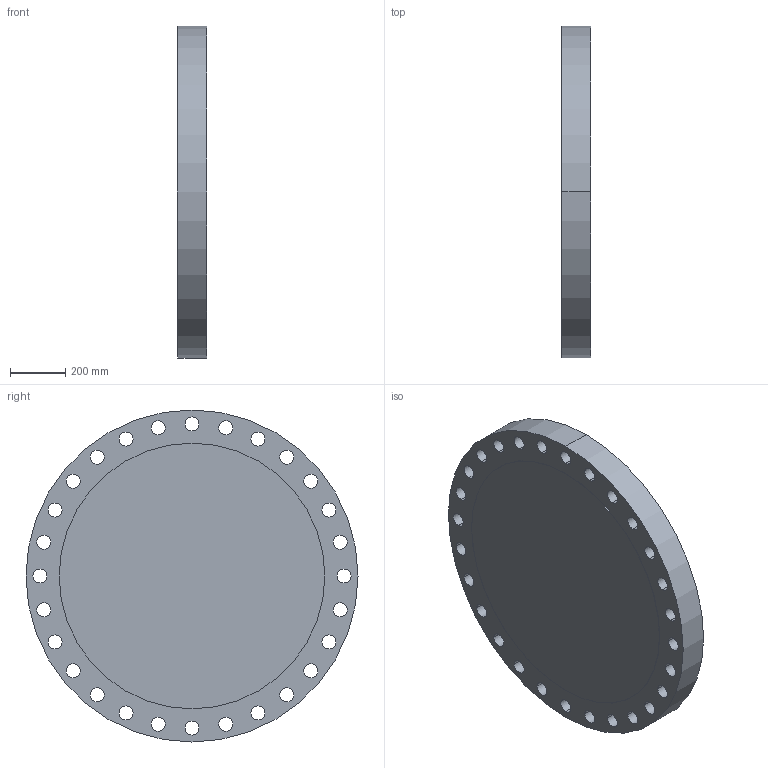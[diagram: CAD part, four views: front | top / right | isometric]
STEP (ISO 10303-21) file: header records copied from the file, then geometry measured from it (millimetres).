
FILE_DESCRIPTION (( 'STEP AP203' ), '1' );
FILE_NAME ('34_300_B1647A_RF_BLF.STEP', '2024-01-12T20:35:49', ( '' ), ( '' ), 'SwSTEP 2.0', 'SolidWorks 2023', '' );
FILE_SCHEMA (( 'CONFIG_CONTROL_DESIGN' ));
Length unit declared in the file: inch
Products named in the file (1): 34_300_B1647A_RF_BLF
Bounding box: 106.36 x 1206.5 x 1206.5 mm (x, y, z)
Volume: 115000375.5 mm3; surface area: 3043158.4 mm2
Topology: 1 solids, 1 shells, 63 faces, 180 edges, 120 vertices
Faces by surface type: cylinder 60, plane 3
Entity records: 2325 total; most frequent: DIRECTION 428, CARTESIAN_POINT 364, ORIENTED_EDGE 360, AXIS2_PLACEMENT_3D 184, EDGE_CURVE 180, VERTEX_POINT 120, CIRCLE 120, EDGE_LOOP 120
